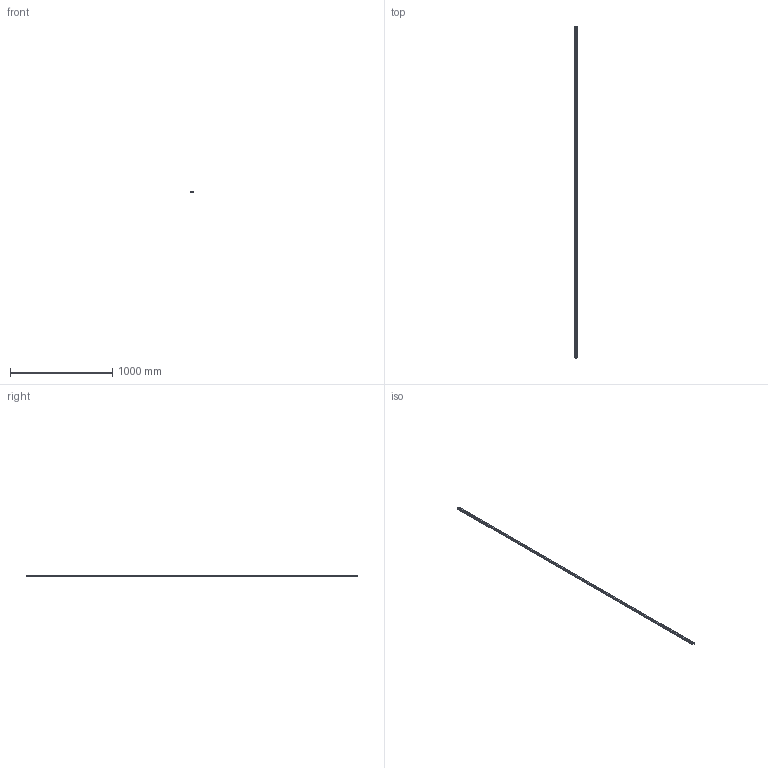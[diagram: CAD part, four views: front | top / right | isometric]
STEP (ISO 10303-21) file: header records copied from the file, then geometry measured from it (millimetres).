
FILE_DESCRIPTION(('STEP AP214'),'1');
FILE_NAME('cctmp_BB8CB62B-266E-44B6-9D3B-A381878D5C1E_2020_5_18_13_28_54_65..stp','2020-05-18T11:28:54',('HIWIN GmbH'),('CADClick - www.CADClick.com'),'Spatial InterOp 3D',' ','unknown authorization');
FILE_SCHEMA(('AUTOMOTIVE_DESIGN'));
Length unit declared in the file: millimetre
Products named in the file (1): HGR20R3240H_FILE
Bounding box: 20 x 3240 x 17.5 mm (x, y, z)
Volume: 926282.1 mm3; surface area: 274692.9 mm2
Topology: 1 solids, 1 shells, 593 faces, 1275 edges, 850 vertices
Faces by surface type: cylinder 346, plane 247
Entity records: 21169 total; most frequent: DIRECTION 3155, CARTESIAN_POINT 2719, ORIENTED_EDGE 2550, AXIS2_PLACEMENT_3D 1286, EDGE_CURVE 1275, VERTEX_POINT 850, EDGE_LOOP 759, CIRCLE 692
